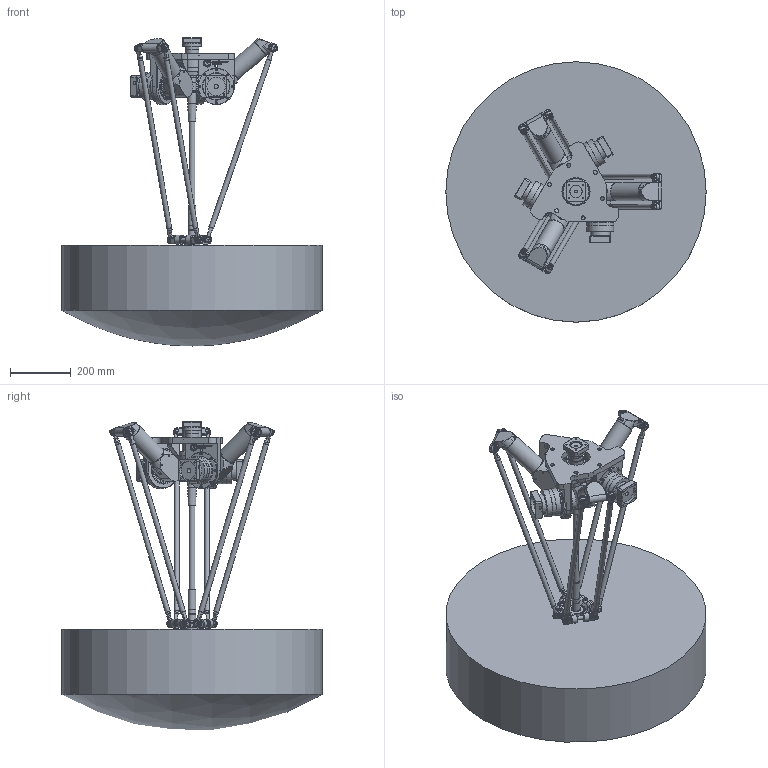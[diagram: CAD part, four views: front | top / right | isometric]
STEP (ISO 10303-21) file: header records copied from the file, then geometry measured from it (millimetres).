
FILE_DESCRIPTION(/* description */ ('Norm.iam Teamplte'),/* implementation_level */ '2;1');
FILE_NAME(/* name */ '3D-model_A_00879.stp',/* time_stamp */ '2024-12-16T09:55:02+01:00',/* author */ ('julien.schuhler'),/* organization */ (''),/* preprocessor_version */ 'ST-DEVELOPER v19.2',/* originating_system */ 'Autodesk Inventor 2023',/* authorisation */ '');
FILE_SCHEMA (('AUTOMOTIVE_DESIGN { 1 0 10303 214 3 1 1 }'));
Products named in the file (13): A_00879_DUMMY DELTA Robotermechanik RLE4-860-1kg; MT_BGR00105114 Dummy Roboterbasis; MT_WST00108565 Dummy Kopfplatte; MT_WST00111349 Getriebe; MT_WST00111188 Getriebe; MT_WST00106085 Arbeitsbereich; MT_WST00108569; MT_WST00101401; MT_WST00108570; MT_WST00108568 Dummy Teleskop unten; MT_WST00108567 Dummy Teleskop Oben; MT_WST00101752; MT_WST00101753 Dummy ISO Flansch
Assembly tree (26 placements, depth 3):
  A_00879_DUMMY DELTA Robotermechanik RLE4-860-1kg
    MT_BGR00105114 Dummy Roboterbasis
      MT_WST00108565 Dummy Kopfplatte
      MT_WST00111349 Getriebe
      MT_WST00111188 Getriebe  x3
    MT_WST00106085 Arbeitsbereich
    MT_WST00108569  x3
    MT_WST00101401  x6
    MT_WST00108570  x6
    MT_WST00108568 Dummy Teleskop unten
    MT_WST00108567 Dummy Teleskop Oben
    MT_WST00101752
    MT_WST00101753 Dummy ISO Flansch
Bounding box: 860 x 860 x 1017.49 mm (x, y, z)
Volume: 168618915.7 mm3; surface area: 2861152.3 mm2
Topology: 25 solids, 25 shells, 2883 faces, 6828 edges, 4344 vertices
Faces by surface type: plane 1615, cylinder 813, cone 323, torus 75, bspline 52, sphere 5
Full cylindrical faces by diameter (mm): 4.134 x16, 4.917 x37, 5.5 x24, 6 x1, 7 x24, 8 x36, 9 x4, 9.66 x3, 10 x7, 12 x30, 13.5 x6, 14 x4, 15.98 x12, 16 x30, 18 x24, 19 x1, 20 x6, 21 x1, 25 x5, 28 x1, 35 x2, 40 x1, 46 x2, 50 x3, 53 x1, 53.5 x2, 54 x1, 60 x3, 60.1 x3, 60.5 x2
Entity records: 54537 total; most frequent: CARTESIAN_POINT 16867, DIRECTION 7746, ORIENTED_EDGE 7462, EDGE_CURVE 3731, AXIS2_PLACEMENT_3D 2717, VERTEX_POINT 2413, LINE 2312, VECTOR 2312
